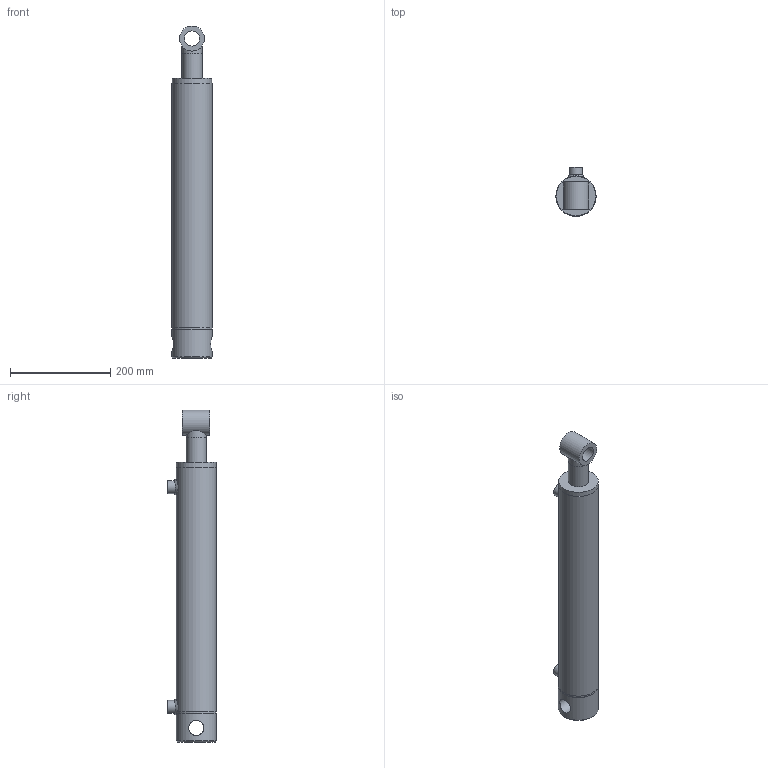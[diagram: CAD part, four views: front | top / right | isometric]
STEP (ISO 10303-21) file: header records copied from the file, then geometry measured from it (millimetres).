
FILE_DESCRIPTION(/* description */ (''),/* implementation_level */ '2;1');
FILE_NAME(/* name */ 'CY0700400400B30G30-2.stp',/* time_stamp */ '2026-03-04T08:43:49+01:00',/* author */ ('muc'),/* organization */ (''),/* preprocessor_version */ 'ST-DEVELOPER v20',/* originating_system */ 'Autodesk Inventor 2022',/* authorisation */ '');
FILE_SCHEMA (('CONFIG_CONTROL_DESIGN'));
Length unit declared in the file: millimetre
Products named in the file (9): CY0700400400B30G30-2; CY0700400400B30G30-2_1; Rør; Stok; NBFFL008007063; NBPF00702420; NBT008007040; NBBSF30050055; NBBORSG3-8
Assembly tree (9 placements, depth 2):
  CY0700400400B30G30-2
    CY0700400400B30G30-2_1
    Rør
    Stok
    NBFFL008007063
    NBPF00702420
    NBT008007040
    NBBSF30050055
    NBBORSG3-8  x2
Bounding box: 80 x 97 x 663 mm (x, y, z)
Volume: 1825755.8 mm3; surface area: 413393 mm2
Topology: 11 solids, 11 shells, 112 faces, 236 edges, 157 vertices
Faces by surface type: cylinder 50, plane 37, cone 21, bspline 4
Full cylindrical faces by diameter (mm): 4.917 x2, 6 x2, 14.95 x2, 21.835 x1, 24 x1, 25 x3, 26 x4, 28 x1, 30.25 x2, 40 x6, 43 x1, 46 x1, 48 x1, 50 x1, 55 x1, 64 x1, 65 x2, 70 x7, 72 x1, 74 x1, 79 x1, 80 x2
Entity records: 5657 total; most frequent: CARTESIAN_POINT 2944, DIRECTION 529, ORIENTED_EDGE 450, AXIS2_PLACEMENT_3D 232, EDGE_CURVE 225, VERTEX_POINT 150, EDGE_LOOP 147, CIRCLE 112
